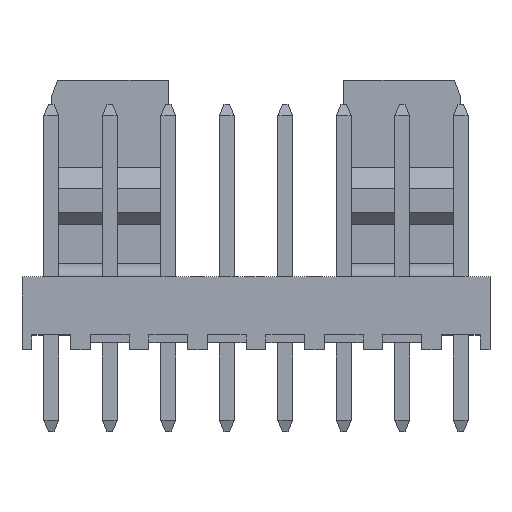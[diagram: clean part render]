
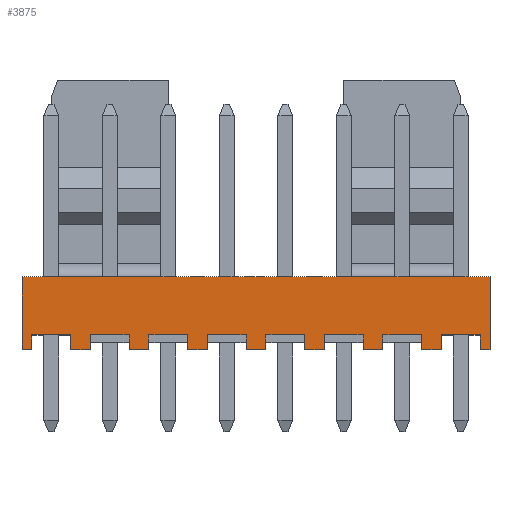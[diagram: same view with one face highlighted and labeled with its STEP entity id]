
A CAD part, top view. The second image highlights one B-rep face of the part: STEP entity #3875.
In plain terms, the highlighted planar face has unit normal (0, 0, 1).
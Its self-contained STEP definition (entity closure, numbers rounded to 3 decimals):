
#1=DIRECTION('',(0.,-1.,0.));
#2=VECTOR('',#1,3.16);
#3=CARTESIAN_POINT('',(-10.16,1.58,2.9));
#4=LINE('',#3,#2);
#17=DIRECTION('',(0.,1.,0.));
#18=VECTOR('',#17,0.64);
#19=CARTESIAN_POINT('',(8.05,-1.58,2.9));
#20=LINE('',#19,#18);
#21=DIRECTION('',(0.,1.,0.));
#22=VECTOR('',#21,0.64);
#23=CARTESIAN_POINT('',(7.19,-1.58,2.9));
#24=LINE('',#23,#22);
#25=DIRECTION('',(-1.,0.,0.));
#26=VECTOR('',#25,1.68);
#27=CARTESIAN_POINT('',(7.19,-0.94,2.9));
#28=LINE('',#27,#26);
#29=DIRECTION('',(0.,1.,0.));
#30=VECTOR('',#29,0.64);
#31=CARTESIAN_POINT('',(5.51,-1.58,2.9));
#32=LINE('',#31,#30);
#33=DIRECTION('',(0.,1.,0.));
#34=VECTOR('',#33,0.64);
#35=CARTESIAN_POINT('',(4.65,-1.58,2.9));
#36=LINE('',#35,#34);
#37=DIRECTION('',(-1.,0.,0.));
#38=VECTOR('',#37,1.68);
#39=CARTESIAN_POINT('',(4.65,-0.94,2.9));
#40=LINE('',#39,#38);
#41=DIRECTION('',(0.,1.,0.));
#42=VECTOR('',#41,0.64);
#43=CARTESIAN_POINT('',(2.97,-1.58,2.9));
#44=LINE('',#43,#42);
#45=DIRECTION('',(0.,1.,0.));
#46=VECTOR('',#45,0.64);
#47=CARTESIAN_POINT('',(2.11,-1.58,2.9));
#48=LINE('',#47,#46);
#49=DIRECTION('',(-1.,0.,0.));
#50=VECTOR('',#49,1.68);
#51=CARTESIAN_POINT('',(2.11,-0.94,2.9));
#52=LINE('',#51,#50);
#53=DIRECTION('',(0.,1.,0.));
#54=VECTOR('',#53,0.64);
#55=CARTESIAN_POINT('',(0.43,-1.58,2.9));
#56=LINE('',#55,#54);
#57=DIRECTION('',(0.,1.,0.));
#58=VECTOR('',#57,0.64);
#59=CARTESIAN_POINT('',(-0.43,-1.58,2.9));
#60=LINE('',#59,#58);
#61=DIRECTION('',(-1.,0.,0.));
#62=VECTOR('',#61,1.68);
#63=CARTESIAN_POINT('',(-0.43,-0.94,2.9));
#64=LINE('',#63,#62);
#65=DIRECTION('',(0.,1.,0.));
#66=VECTOR('',#65,0.64);
#67=CARTESIAN_POINT('',(-2.11,-1.58,2.9));
#68=LINE('',#67,#66);
#69=DIRECTION('',(0.,1.,0.));
#70=VECTOR('',#69,0.64);
#71=CARTESIAN_POINT('',(-2.97,-1.58,2.9));
#72=LINE('',#71,#70);
#73=DIRECTION('',(-1.,0.,0.));
#74=VECTOR('',#73,1.68);
#75=CARTESIAN_POINT('',(-2.97,-0.94,2.9));
#76=LINE('',#75,#74);
#77=DIRECTION('',(0.,1.,0.));
#78=VECTOR('',#77,0.64);
#79=CARTESIAN_POINT('',(-4.65,-1.58,2.9));
#80=LINE('',#79,#78);
#81=DIRECTION('',(0.,1.,0.));
#82=VECTOR('',#81,0.64);
#83=CARTESIAN_POINT('',(-5.51,-1.58,2.9));
#84=LINE('',#83,#82);
#85=DIRECTION('',(-1.,0.,0.));
#86=VECTOR('',#85,1.68);
#87=CARTESIAN_POINT('',(-5.51,-0.94,2.9));
#88=LINE('',#87,#86);
#89=DIRECTION('',(0.,1.,0.));
#90=VECTOR('',#89,0.64);
#91=CARTESIAN_POINT('',(-7.19,-1.58,2.9));
#92=LINE('',#91,#90);
#93=DIRECTION('',(0.,1.,0.));
#94=VECTOR('',#93,0.64);
#95=CARTESIAN_POINT('',(-8.05,-1.58,2.9));
#96=LINE('',#95,#94);
#97=DIRECTION('',(-1.,0.,0.));
#98=VECTOR('',#97,1.68);
#99=CARTESIAN_POINT('',(-8.05,-0.94,2.9));
#100=LINE('',#99,#98);
#101=DIRECTION('',(0.,1.,0.));
#102=VECTOR('',#101,0.64);
#103=CARTESIAN_POINT('',(-9.73,-1.58,2.9));
#104=LINE('',#103,#102);
#105=DIRECTION('',(1.,0.,0.));
#106=VECTOR('',#105,20.32);
#107=CARTESIAN_POINT('',(-10.16,1.58,2.9));
#108=LINE('',#107,#106);
#109=DIRECTION('',(0.,1.,0.));
#110=VECTOR('',#109,0.64);
#111=CARTESIAN_POINT('',(9.73,-1.58,2.9));
#112=LINE('',#111,#110);
#113=DIRECTION('',(-1.,0.,0.));
#114=VECTOR('',#113,1.68);
#115=CARTESIAN_POINT('',(9.73,-0.94,2.9));
#116=LINE('',#115,#114);
#145=DIRECTION('',(1.,0.,0.));
#146=VECTOR('',#145,0.43);
#147=CARTESIAN_POINT('',(-10.16,-1.58,2.9));
#148=LINE('',#147,#146);
#157=DIRECTION('',(1.,0.,0.));
#158=VECTOR('',#157,0.86);
#159=CARTESIAN_POINT('',(-8.05,-1.58,2.9));
#160=LINE('',#159,#158);
#169=DIRECTION('',(1.,0.,0.));
#170=VECTOR('',#169,0.86);
#171=CARTESIAN_POINT('',(-5.51,-1.58,2.9));
#172=LINE('',#171,#170);
#181=DIRECTION('',(1.,0.,0.));
#182=VECTOR('',#181,0.86);
#183=CARTESIAN_POINT('',(-2.97,-1.58,2.9));
#184=LINE('',#183,#182);
#193=DIRECTION('',(1.,0.,0.));
#194=VECTOR('',#193,0.86);
#195=CARTESIAN_POINT('',(-0.43,-1.58,2.9));
#196=LINE('',#195,#194);
#205=DIRECTION('',(1.,0.,0.));
#206=VECTOR('',#205,0.86);
#207=CARTESIAN_POINT('',(2.11,-1.58,2.9));
#208=LINE('',#207,#206);
#217=DIRECTION('',(1.,0.,0.));
#218=VECTOR('',#217,0.86);
#219=CARTESIAN_POINT('',(4.65,-1.58,2.9));
#220=LINE('',#219,#218);
#229=DIRECTION('',(1.,0.,0.));
#230=VECTOR('',#229,0.86);
#231=CARTESIAN_POINT('',(7.19,-1.58,2.9));
#232=LINE('',#231,#230);
#237=DIRECTION('',(1.,0.,0.));
#238=VECTOR('',#237,0.43);
#239=CARTESIAN_POINT('',(9.73,-1.58,2.9));
#240=LINE('',#239,#238);
#2741=DIRECTION('',(0.,-1.,0.));
#2742=VECTOR('',#2741,3.16);
#2743=CARTESIAN_POINT('',(10.16,1.58,2.9));
#2744=LINE('',#2743,#2742);
#2869=CARTESIAN_POINT('',(-10.16,1.58,2.9));
#2870=CARTESIAN_POINT('',(-10.16,-1.58,2.9));
#2871=VERTEX_POINT('',#2869);
#2872=VERTEX_POINT('',#2870);
#2877=CARTESIAN_POINT('',(10.16,1.58,2.9));
#2878=CARTESIAN_POINT('',(10.16,-1.58,2.9));
#2879=VERTEX_POINT('',#2877);
#2880=VERTEX_POINT('',#2878);
#2921=CARTESIAN_POINT('',(-9.73,-1.58,2.9));
#2923=VERTEX_POINT('',#2921);
#2925=CARTESIAN_POINT('',(-8.05,-1.58,2.9));
#2927=VERTEX_POINT('',#2925);
#2933=CARTESIAN_POINT('',(-9.73,-0.94,2.9));
#2934=VERTEX_POINT('',#2933);
#2935=CARTESIAN_POINT('',(-8.05,-0.94,2.9));
#2936=VERTEX_POINT('',#2935);
#2937=CARTESIAN_POINT('',(-7.19,-1.58,2.9));
#2939=VERTEX_POINT('',#2937);
#2941=CARTESIAN_POINT('',(-5.51,-1.58,2.9));
#2943=VERTEX_POINT('',#2941);
#2949=CARTESIAN_POINT('',(-4.65,-1.58,2.9));
#2951=VERTEX_POINT('',#2949);
#2953=CARTESIAN_POINT('',(-2.97,-1.58,2.9));
#2955=VERTEX_POINT('',#2953);
#2961=CARTESIAN_POINT('',(-2.11,-1.58,2.9));
#2963=VERTEX_POINT('',#2961);
#2965=CARTESIAN_POINT('',(-0.43,-1.58,2.9));
#2967=VERTEX_POINT('',#2965);
#2973=CARTESIAN_POINT('',(0.43,-1.58,2.9));
#2975=VERTEX_POINT('',#2973);
#2977=CARTESIAN_POINT('',(2.11,-1.58,2.9));
#2979=VERTEX_POINT('',#2977);
#2985=CARTESIAN_POINT('',(2.97,-1.58,2.9));
#2987=VERTEX_POINT('',#2985);
#2989=CARTESIAN_POINT('',(4.65,-1.58,2.9));
#2991=VERTEX_POINT('',#2989);
#3005=CARTESIAN_POINT('',(-7.19,-0.94,2.9));
#3006=VERTEX_POINT('',#3005);
#3007=CARTESIAN_POINT('',(-5.51,-0.94,2.9));
#3008=VERTEX_POINT('',#3007);
#3009=CARTESIAN_POINT('',(-4.65,-0.94,2.9));
#3010=VERTEX_POINT('',#3009);
#3011=CARTESIAN_POINT('',(-2.97,-0.94,2.9));
#3012=VERTEX_POINT('',#3011);
#3013=CARTESIAN_POINT('',(-2.11,-0.94,2.9));
#3014=VERTEX_POINT('',#3013);
#3015=CARTESIAN_POINT('',(-0.43,-0.94,2.9));
#3016=VERTEX_POINT('',#3015);
#3017=CARTESIAN_POINT('',(0.43,-0.94,2.9));
#3018=VERTEX_POINT('',#3017);
#3019=CARTESIAN_POINT('',(2.11,-0.94,2.9));
#3020=VERTEX_POINT('',#3019);
#3021=CARTESIAN_POINT('',(2.97,-0.94,2.9));
#3022=VERTEX_POINT('',#3021);
#3023=CARTESIAN_POINT('',(4.65,-0.94,2.9));
#3024=VERTEX_POINT('',#3023);
#3581=CARTESIAN_POINT('',(5.51,-1.58,2.9));
#3582=CARTESIAN_POINT('',(5.51,-0.94,2.9));
#3583=VERTEX_POINT('',#3581);
#3584=VERTEX_POINT('',#3582);
#3585=CARTESIAN_POINT('',(7.19,-1.58,2.9));
#3586=CARTESIAN_POINT('',(7.19,-0.94,2.9));
#3587=VERTEX_POINT('',#3585);
#3588=VERTEX_POINT('',#3586);
#3613=CARTESIAN_POINT('',(8.05,-1.58,2.9));
#3614=CARTESIAN_POINT('',(8.05,-0.94,2.9));
#3615=VERTEX_POINT('',#3613);
#3616=VERTEX_POINT('',#3614);
#3617=CARTESIAN_POINT('',(9.73,-1.58,2.9));
#3618=CARTESIAN_POINT('',(9.73,-0.94,2.9));
#3619=VERTEX_POINT('',#3617);
#3620=VERTEX_POINT('',#3618);
#3797=CARTESIAN_POINT('',(-10.16,1.58,2.9));
#3798=DIRECTION('',(0.,0.,1.));
#3799=DIRECTION('',(0.,-1.,0.));
#3800=AXIS2_PLACEMENT_3D('',#3797,#3798,#3799);
#3801=PLANE('',#3800);
#3803=ORIENTED_EDGE('',*,*,#3802,.F.);
#3805=ORIENTED_EDGE('',*,*,#3804,.F.);
#3807=ORIENTED_EDGE('',*,*,#3806,.T.);
#3809=ORIENTED_EDGE('',*,*,#3808,.T.);
#3811=ORIENTED_EDGE('',*,*,#3810,.F.);
#3813=ORIENTED_EDGE('',*,*,#3812,.F.);
#3815=ORIENTED_EDGE('',*,*,#3814,.T.);
#3817=ORIENTED_EDGE('',*,*,#3816,.T.);
#3819=ORIENTED_EDGE('',*,*,#3818,.F.);
#3821=ORIENTED_EDGE('',*,*,#3820,.F.);
#3823=ORIENTED_EDGE('',*,*,#3822,.T.);
#3825=ORIENTED_EDGE('',*,*,#3824,.T.);
#3827=ORIENTED_EDGE('',*,*,#3826,.F.);
#3829=ORIENTED_EDGE('',*,*,#3828,.F.);
#3831=ORIENTED_EDGE('',*,*,#3830,.T.);
#3833=ORIENTED_EDGE('',*,*,#3832,.T.);
#3835=ORIENTED_EDGE('',*,*,#3834,.F.);
#3837=ORIENTED_EDGE('',*,*,#3836,.F.);
#3839=ORIENTED_EDGE('',*,*,#3838,.T.);
#3841=ORIENTED_EDGE('',*,*,#3840,.T.);
#3843=ORIENTED_EDGE('',*,*,#3842,.F.);
#3845=ORIENTED_EDGE('',*,*,#3844,.F.);
#3847=ORIENTED_EDGE('',*,*,#3846,.T.);
#3849=ORIENTED_EDGE('',*,*,#3848,.T.);
#3851=ORIENTED_EDGE('',*,*,#3850,.F.);
#3853=ORIENTED_EDGE('',*,*,#3852,.F.);
#3855=ORIENTED_EDGE('',*,*,#3854,.T.);
#3857=ORIENTED_EDGE('',*,*,#3856,.T.);
#3859=ORIENTED_EDGE('',*,*,#3858,.F.);
#3861=ORIENTED_EDGE('',*,*,#3860,.F.);
#3862=ORIENTED_EDGE('',*,*,#3786,.F.);
#3864=ORIENTED_EDGE('',*,*,#3863,.T.);
#3866=ORIENTED_EDGE('',*,*,#3865,.T.);
#3868=ORIENTED_EDGE('',*,*,#3867,.F.);
#3870=ORIENTED_EDGE('',*,*,#3869,.T.);
#3872=ORIENTED_EDGE('',*,*,#3871,.T.);
#3873=EDGE_LOOP('',(#3803,#3805,#3807,#3809,#3811,#3813,#3815,#3817,#3819,#3821,
#3823,#3825,#3827,#3829,#3831,#3833,#3835,#3837,#3839,#3841,#3843,#3845,#3847,
#3849,#3851,#3853,#3855,#3857,#3859,#3861,#3862,#3864,#3866,#3868,#3870,#3872));
#3874=FACE_OUTER_BOUND('',#3873,.F.);
#3875=ADVANCED_FACE('',(#3874),#3801,.T.);
#3786=EDGE_CURVE('',#2871,#2872,#4,.T.);
#3802=EDGE_CURVE('',#3615,#3616,#20,.T.);
#3804=EDGE_CURVE('',#3587,#3615,#232,.T.);
#3806=EDGE_CURVE('',#3587,#3588,#24,.T.);
#3808=EDGE_CURVE('',#3588,#3584,#28,.T.);
#3810=EDGE_CURVE('',#3583,#3584,#32,.T.);
#3812=EDGE_CURVE('',#2991,#3583,#220,.T.);
#3814=EDGE_CURVE('',#2991,#3024,#36,.T.);
#3816=EDGE_CURVE('',#3024,#3022,#40,.T.);
#3818=EDGE_CURVE('',#2987,#3022,#44,.T.);
#3820=EDGE_CURVE('',#2979,#2987,#208,.T.);
#3822=EDGE_CURVE('',#2979,#3020,#48,.T.);
#3824=EDGE_CURVE('',#3020,#3018,#52,.T.);
#3826=EDGE_CURVE('',#2975,#3018,#56,.T.);
#3828=EDGE_CURVE('',#2967,#2975,#196,.T.);
#3830=EDGE_CURVE('',#2967,#3016,#60,.T.);
#3832=EDGE_CURVE('',#3016,#3014,#64,.T.);
#3834=EDGE_CURVE('',#2963,#3014,#68,.T.);
#3836=EDGE_CURVE('',#2955,#2963,#184,.T.);
#3838=EDGE_CURVE('',#2955,#3012,#72,.T.);
#3840=EDGE_CURVE('',#3012,#3010,#76,.T.);
#3842=EDGE_CURVE('',#2951,#3010,#80,.T.);
#3844=EDGE_CURVE('',#2943,#2951,#172,.T.);
#3846=EDGE_CURVE('',#2943,#3008,#84,.T.);
#3848=EDGE_CURVE('',#3008,#3006,#88,.T.);
#3850=EDGE_CURVE('',#2939,#3006,#92,.T.);
#3852=EDGE_CURVE('',#2927,#2939,#160,.T.);
#3854=EDGE_CURVE('',#2927,#2936,#96,.T.);
#3856=EDGE_CURVE('',#2936,#2934,#100,.T.);
#3858=EDGE_CURVE('',#2923,#2934,#104,.T.);
#3860=EDGE_CURVE('',#2872,#2923,#148,.T.);
#3863=EDGE_CURVE('',#2871,#2879,#108,.T.);
#3865=EDGE_CURVE('',#2879,#2880,#2744,.T.);
#3867=EDGE_CURVE('',#3619,#2880,#240,.T.);
#3869=EDGE_CURVE('',#3619,#3620,#112,.T.);
#3871=EDGE_CURVE('',#3620,#3616,#116,.T.);
